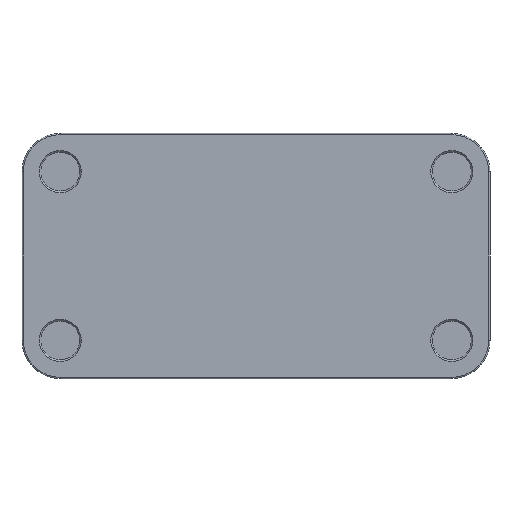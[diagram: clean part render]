
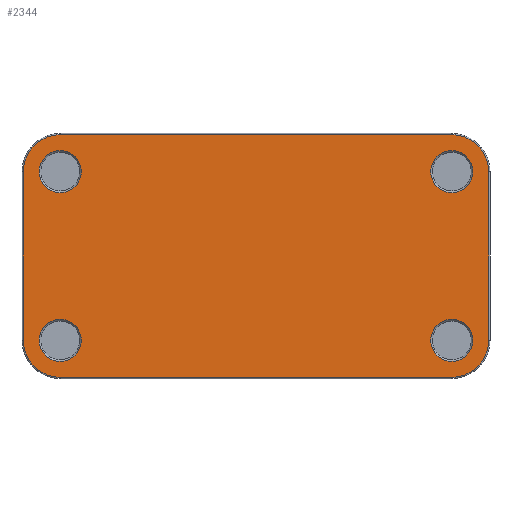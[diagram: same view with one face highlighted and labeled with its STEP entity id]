
A CAD part, front view. The second image highlights one B-rep face of the part: STEP entity #2344.
In plain terms, the highlighted planar face has unit normal (0, -1, 0).
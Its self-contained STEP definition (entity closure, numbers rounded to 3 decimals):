
#26=FACE_BOUND('',#284,.T.);
#27=FACE_BOUND('',#285,.T.);
#28=FACE_BOUND('',#286,.T.);
#29=FACE_BOUND('',#287,.T.);
#43=PLANE('',#2521);
#139=FACE_OUTER_BOUND('',#283,.T.);
#283=EDGE_LOOP('',(#1636,#1637,#1638,#1639,#1640,#1641,#1642,#1643));
#284=EDGE_LOOP('',(#1644));
#285=EDGE_LOOP('',(#1645));
#286=EDGE_LOOP('',(#1646));
#287=EDGE_LOOP('',(#1647));
#446=LINE('',#3613,#670);
#447=LINE('',#3617,#671);
#448=LINE('',#3621,#672);
#449=LINE('',#3624,#673);
#670=VECTOR('',#2852,10.);
#671=VECTOR('',#2855,10.);
#672=VECTOR('',#2858,10.);
#673=VECTOR('',#2861,10.);
#892=CIRCLE('',#2519,3.3);
#894=CIRCLE('',#2522,5.8);
#895=CIRCLE('',#2523,5.8);
#896=CIRCLE('',#2524,5.8);
#897=CIRCLE('',#2525,5.8);
#898=CIRCLE('',#2526,3.3);
#899=CIRCLE('',#2527,3.3);
#900=CIRCLE('',#2528,3.3);
#1021=VERTEX_POINT('',#3603);
#1023=VERTEX_POINT('',#3609);
#1024=VERTEX_POINT('',#3610);
#1025=VERTEX_POINT('',#3612);
#1026=VERTEX_POINT('',#3614);
#1027=VERTEX_POINT('',#3616);
#1028=VERTEX_POINT('',#3618);
#1029=VERTEX_POINT('',#3620);
#1030=VERTEX_POINT('',#3622);
#1031=VERTEX_POINT('',#3625);
#1032=VERTEX_POINT('',#3627);
#1033=VERTEX_POINT('',#3629);
#1257=EDGE_CURVE('',#1021,#1021,#892,.T.);
#1260=EDGE_CURVE('',#1023,#1024,#894,.T.);
#1261=EDGE_CURVE('',#1025,#1023,#446,.T.);
#1262=EDGE_CURVE('',#1026,#1025,#895,.T.);
#1263=EDGE_CURVE('',#1027,#1026,#447,.T.);
#1264=EDGE_CURVE('',#1028,#1027,#896,.T.);
#1265=EDGE_CURVE('',#1029,#1028,#448,.T.);
#1266=EDGE_CURVE('',#1030,#1029,#897,.T.);
#1267=EDGE_CURVE('',#1024,#1030,#449,.T.);
#1268=EDGE_CURVE('',#1031,#1031,#898,.T.);
#1269=EDGE_CURVE('',#1032,#1032,#899,.T.);
#1270=EDGE_CURVE('',#1033,#1033,#900,.T.);
#1636=ORIENTED_EDGE('',*,*,#1260,.F.);
#1637=ORIENTED_EDGE('',*,*,#1261,.F.);
#1638=ORIENTED_EDGE('',*,*,#1262,.F.);
#1639=ORIENTED_EDGE('',*,*,#1263,.F.);
#1640=ORIENTED_EDGE('',*,*,#1264,.F.);
#1641=ORIENTED_EDGE('',*,*,#1265,.F.);
#1642=ORIENTED_EDGE('',*,*,#1266,.F.);
#1643=ORIENTED_EDGE('',*,*,#1267,.F.);
#1644=ORIENTED_EDGE('',*,*,#1268,.F.);
#1645=ORIENTED_EDGE('',*,*,#1269,.F.);
#1646=ORIENTED_EDGE('',*,*,#1270,.F.);
#1647=ORIENTED_EDGE('',*,*,#1257,.F.);
#2344=ADVANCED_FACE('',(#139,#26,#27,#28,#29),#43,.T.);
#2519=AXIS2_PLACEMENT_3D('',#3604,#2843,#2844);
#2521=AXIS2_PLACEMENT_3D('',#3608,#2848,#2849);
#2522=AXIS2_PLACEMENT_3D('',#3611,#2850,#2851);
#2523=AXIS2_PLACEMENT_3D('',#3615,#2853,#2854);
#2524=AXIS2_PLACEMENT_3D('',#3619,#2856,#2857);
#2525=AXIS2_PLACEMENT_3D('',#3623,#2859,#2860);
#2526=AXIS2_PLACEMENT_3D('',#3626,#2862,#2863);
#2527=AXIS2_PLACEMENT_3D('',#3628,#2864,#2865);
#2528=AXIS2_PLACEMENT_3D('',#3630,#2866,#2867);
#2843=DIRECTION('center_axis',(0.,-1.,0.));
#2844=DIRECTION('ref_axis',(1.,0.,0.));
#2848=DIRECTION('center_axis',(0.,-1.,0.));
#2849=DIRECTION('ref_axis',(0.,0.,-1.));
#2850=DIRECTION('center_axis',(0.,1.,0.));
#2851=DIRECTION('ref_axis',(0.707,0.,0.707));
#2852=DIRECTION('',(1.,0.,0.));
#2853=DIRECTION('center_axis',(0.,1.,0.));
#2854=DIRECTION('ref_axis',(-0.707,0.,0.707));
#2855=DIRECTION('',(0.,0.,1.));
#2856=DIRECTION('center_axis',(0.,1.,0.));
#2857=DIRECTION('ref_axis',(-0.707,0.,-0.707));
#2858=DIRECTION('',(-1.,0.,0.));
#2859=DIRECTION('center_axis',(0.,1.,0.));
#2860=DIRECTION('ref_axis',(0.707,0.,-0.707));
#2861=DIRECTION('',(0.,0.,-1.));
#2862=DIRECTION('center_axis',(0.,-1.,0.));
#2863=DIRECTION('ref_axis',(1.,0.,0.));
#2864=DIRECTION('center_axis',(0.,-1.,0.));
#2865=DIRECTION('ref_axis',(1.,0.,0.));
#2866=DIRECTION('center_axis',(0.,-1.,0.));
#2867=DIRECTION('ref_axis',(1.,0.,0.));
#3603=CARTESIAN_POINT('',(-34.05,-3.,13.25));
#3604=CARTESIAN_POINT('Origin',(-30.75,-3.,13.25));
#3608=CARTESIAN_POINT('Origin',(0.,-3.,0.));
#3609=CARTESIAN_POINT('',(30.75,-3.,19.05));
#3610=CARTESIAN_POINT('',(36.55,-3.,13.25));
#3611=CARTESIAN_POINT('Origin',(30.75,-3.,13.25));
#3612=CARTESIAN_POINT('',(-30.75,-3.,19.05));
#3613=CARTESIAN_POINT('',(18.375,-3.,19.05));
#3614=CARTESIAN_POINT('',(-36.55,-3.,13.25));
#3615=CARTESIAN_POINT('Origin',(-30.75,-3.,13.25));
#3616=CARTESIAN_POINT('',(-36.55,-3.,-13.25));
#3617=CARTESIAN_POINT('',(-36.55,-3.,9.625));
#3618=CARTESIAN_POINT('',(-30.75,-3.,-19.05));
#3619=CARTESIAN_POINT('Origin',(-30.75,-3.,-13.25));
#3620=CARTESIAN_POINT('',(30.75,-3.,-19.05));
#3621=CARTESIAN_POINT('',(-18.375,-3.,-19.05));
#3622=CARTESIAN_POINT('',(36.55,-3.,-13.25));
#3623=CARTESIAN_POINT('Origin',(30.75,-3.,-13.25));
#3624=CARTESIAN_POINT('',(36.55,-3.,-9.625));
#3625=CARTESIAN_POINT('',(-34.05,-3.,-13.25));
#3626=CARTESIAN_POINT('Origin',(-30.75,-3.,-13.25));
#3627=CARTESIAN_POINT('',(27.45,-3.,-13.25));
#3628=CARTESIAN_POINT('Origin',(30.75,-3.,-13.25));
#3629=CARTESIAN_POINT('',(27.45,-3.,13.25));
#3630=CARTESIAN_POINT('Origin',(30.75,-3.,13.25));
